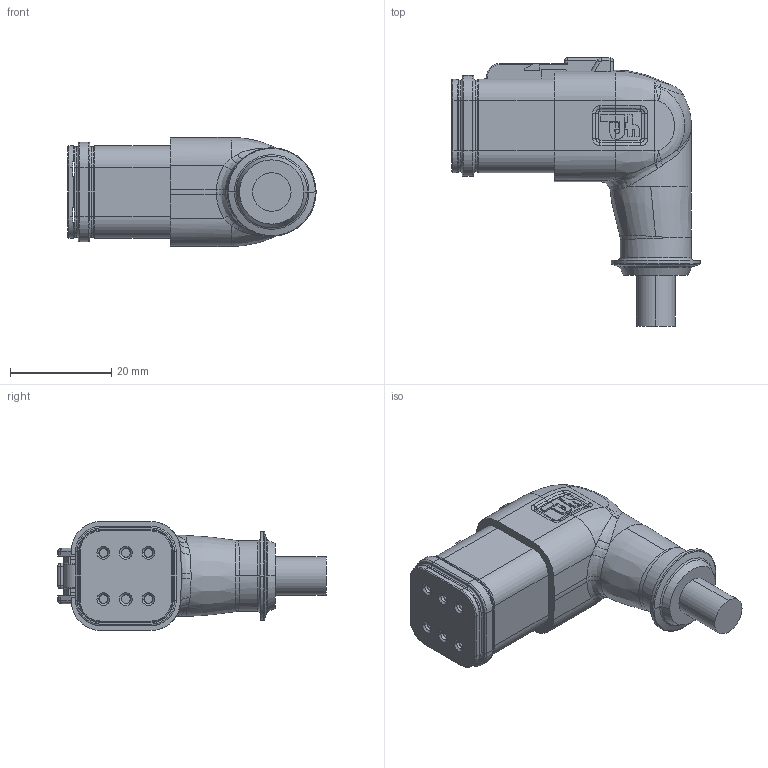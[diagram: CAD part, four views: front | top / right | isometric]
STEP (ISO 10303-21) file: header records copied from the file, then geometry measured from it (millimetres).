
FILE_DESCRIPTION((''),'2;1');
FILE_NAME('CAD-7039_SW0001','2020-08-11T08:13:30',('creinig-se'),(''),'CREO PARAMETRIC BY PTC INC, 2019292','CREO PARAMETRIC BY PTC INC, 2019292','');
FILE_SCHEMA(('CONFIG_CONTROL_DESIGN','SHAPE_APPEARANCE_LAYERS_GROUPS'));
Length unit declared in the file: millimetre
Products named in the file (1): CAD-7039_SW0001
Bounding box: 48.96 x 52.91 x 21.5 mm (x, y, z)
Volume: 20579.7 mm3; surface area: 6348.1 mm2
Topology: 1 solids, 1 shells, 474 faces, 1209 edges, 745 vertices
Faces by surface type: plane 181, cylinder 160, torus 56, bspline 54, cone 23
Entity records: 21661 total; most frequent: CARTESIAN_POINT 7009, ORIENTED_EDGE 2408, DIRECTION 2294, EDGE_CURVE 1204, AXIS2_PLACEMENT_3D 834, VERTEX_POINT 739, VECTOR 626, LINE 626
